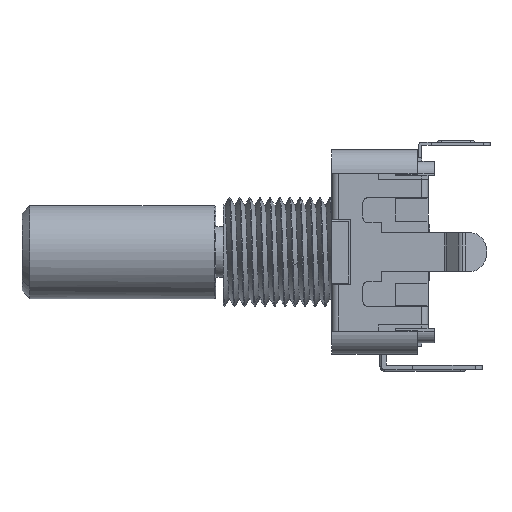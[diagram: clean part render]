
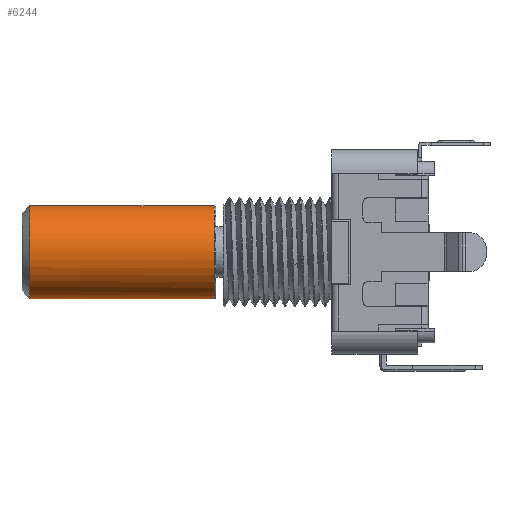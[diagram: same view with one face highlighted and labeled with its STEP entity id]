
A CAD part, left-side view. The second image highlights one B-rep face of the part: STEP entity #6244.
In plain terms, the highlighted cylindrical face has radius 3 mm (diameter 6 mm), a partial arc.
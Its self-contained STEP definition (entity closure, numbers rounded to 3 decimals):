
#53 = EDGE_CURVE ( 'NONE', #15483, #8429, #14072, .T. ) ;
#466 = CARTESIAN_POINT ( 'NONE',  ( -3., 20.6, 0. ) ) ;
#696 = DIRECTION ( 'NONE',  ( 0., 0., 1. ) ) ;
#748 = CARTESIAN_POINT ( 'NONE',  ( -0.754, 20.6, 2.928 ) ) ;
#1137 = CARTESIAN_POINT ( 'NONE',  ( -3., 8.7, 0. ) ) ;
#1509 = ORIENTED_EDGE ( 'NONE', *, *, #9985, .F. ) ;
#1552 = CARTESIAN_POINT ( 'NONE',  ( 0., 20.6, 0. ) ) ;
#1687 = EDGE_CURVE ( 'NONE', #7025, #9016, #10317, .T. ) ;
#2301 = CARTESIAN_POINT ( 'NONE',  ( -1.779, 20.6, 2.445 ) ) ;
#2394 = ORIENTED_EDGE ( 'NONE', *, *, #7291, .F. ) ;
#2826 = CARTESIAN_POINT ( 'NONE',  ( -0.377, 8.7, 3. ) ) ;
#2893 = CARTESIAN_POINT ( 'NONE',  ( 0., 8.7, 3. ) ) ;
#3112 = DIRECTION ( 'NONE',  ( 0., 0., 1. ) ) ;
#3252 = ORIENTED_EDGE ( 'NONE', *, *, #1687, .T. ) ;
#3461 = VECTOR ( 'NONE', #4016, 1000. ) ;
#3579 = CARTESIAN_POINT ( 'NONE',  ( -1.416, 20.6, -2.67 ) ) ;
#3694 = B_SPLINE_CURVE_WITH_KNOTS ( 'NONE', 3,
 ( #2893, #2826, #4481, #15438, #6082, #17043, #7650, #18613, #9257, #20185 ),
 .UNSPECIFIED., .F., .F.,
 ( 4, 2, 2, 2, 4 ),
 ( 0.51, 0.633, 0.755, 0.878, 1. ),
 .UNSPECIFIED. ) ;
#3866 = CARTESIAN_POINT ( 'NONE',  ( -2.554, 20.6, 1.618 ) ) ;
#3981 = CIRCLE ( 'NONE', #11744, 3. ) ;
#4016 = DIRECTION ( 'NONE',  ( 0., 1., 0. ) ) ;
#4223 = B_SPLINE_CURVE_WITH_KNOTS ( 'NONE', 3,
 ( #8565, #17945, #748, #11724, #2301, #13279, #3866, #14852, #5471, #16443 ),
 .UNSPECIFIED., .F., .F.,
 ( 4, 2, 2, 2, 4 ),
 ( 0.258, 0.443, 0.629, 0.814, 1. ),
 .UNSPECIFIED. ) ;
#4481 = CARTESIAN_POINT ( 'NONE',  ( -0.754, 8.7, 2.928 ) ) ;
#4702 = CARTESIAN_POINT ( 'NONE',  ( -2.994, 8.7, 0.188 ) ) ;
#4775 = EDGE_CURVE ( 'NONE', #8186, #6097, #14112, .T. ) ;
#4860 = ORIENTED_EDGE ( 'NONE', *, *, #16197, .T. ) ;
#5100 = DIRECTION ( 'NONE',  ( 0., -1., 0. ) ) ;
#5178 = VERTEX_POINT ( 'NONE', #15864 ) ;
#5237 = ORIENTED_EDGE ( 'NONE', *, *, #4775, .F. ) ;
#5471 = CARTESIAN_POINT ( 'NONE',  ( -2.97, 20.6, 0.565 ) ) ;
#5736 = ORIENTED_EDGE ( 'NONE', *, *, #53, .F. ) ;
#5956 = FACE_OUTER_BOUND ( 'NONE', #6586, .T. ) ;
#6082 = CARTESIAN_POINT ( 'NONE',  ( -1.779, 8.7, 2.445 ) ) ;
#6097 = VERTEX_POINT ( 'NONE', #10795 ) ;
#6244 = ADVANCED_FACE ( 'NONE', ( #5956 ), #13789, .F. ) ;
#6586 = EDGE_LOOP ( 'NONE', ( #18892, #17767, #5736, #8143, #3252, #1509, #5237, #4860, #2394 ) ) ;
#6668 = CARTESIAN_POINT ( 'NONE',  ( -3., 20.6, 0. ) ) ;
#6730 = EDGE_CURVE ( 'NONE', #16096, #5178, #3981, .T. ) ;
#6757 = CARTESIAN_POINT ( 'NONE',  ( -2.005, 20.6, -2.231 ) ) ;
#6879 = AXIS2_PLACEMENT_3D ( 'NONE', #11663, #16376, #696 ) ;
#7025 = VERTEX_POINT ( 'NONE', #466 ) ;
#7274 = EDGE_CURVE ( 'NONE', #7025, #15483, #16993, .T. ) ;
#7291 = EDGE_CURVE ( 'NONE', #16096, #15751, #10295, .T. ) ;
#7650 = CARTESIAN_POINT ( 'NONE',  ( -2.554, 8.7, 1.618 ) ) ;
#7652 = LINE ( 'NONE', #8710, #3461 ) ;
#7812 = CARTESIAN_POINT ( 'NONE',  ( -2.998, 8.7, 0.126 ) ) ;
#8143 = ORIENTED_EDGE ( 'NONE', *, *, #7274, .F. ) ;
#8186 = VERTEX_POINT ( 'NONE', #13537 ) ;
#8247 = CARTESIAN_POINT ( 'NONE',  ( -2.994, 20.6, 0.188 ) ) ;
#8333 = CARTESIAN_POINT ( 'NONE',  ( -0.366, 20.6, -3. ) ) ;
#8429 = VERTEX_POINT ( 'NONE', #11630 ) ;
#8565 = CARTESIAN_POINT ( 'NONE',  ( 0., 20.6, 3. ) ) ;
#8710 = CARTESIAN_POINT ( 'NONE',  ( 0., 14.65, -3. ) ) ;
#8752 = CARTESIAN_POINT ( 'NONE',  ( 0., 14.65, 3. ) ) ;
#9016 = VERTEX_POINT ( 'NONE', #19190 ) ;
#9257 = CARTESIAN_POINT ( 'NONE',  ( -2.97, 8.7, 0.565 ) ) ;
#9944 = VECTOR ( 'NONE', #10333, 1000. ) ;
#9985 = EDGE_CURVE ( 'NONE', #6097, #9016, #4223, .T. ) ;
#10295 = B_SPLINE_CURVE_WITH_KNOTS ( 'NONE', 3,
 ( #14109, #10971, #7812, #4702 ),
 .UNSPECIFIED., .F., .F.,
 ( 4, 4 ),
 ( 0., 1. ),
 .UNSPECIFIED. ) ;
#10317 = B_SPLINE_CURVE_WITH_KNOTS ( 'NONE', 3,
 ( #6668, #16042, #17635, #8247 ),
 .UNSPECIFIED., .F., .F.,
 ( 4, 4 ),
 ( 0., 1. ),
 .UNSPECIFIED. ) ;
#10333 = DIRECTION ( 'NONE',  ( 0., 1., 0. ) ) ;
#10795 = CARTESIAN_POINT ( 'NONE',  ( 0., 20.6, 3. ) ) ;
#10971 = CARTESIAN_POINT ( 'NONE',  ( -3., 8.7, 0.063 ) ) ;
#11630 = CARTESIAN_POINT ( 'NONE',  ( 0., 20.6, -3. ) ) ;
#11663 = CARTESIAN_POINT ( 'NONE',  ( 0., 14.65, 0. ) ) ;
#11724 = CARTESIAN_POINT ( 'NONE',  ( -1.455, 20.6, 2.651 ) ) ;
#11744 = AXIS2_PLACEMENT_3D ( 'NONE', #14481, #5100, #16061 ) ;
#11755 = AXIS2_PLACEMENT_3D ( 'NONE', #1552, #12521, #3112 ) ;
#12180 = CARTESIAN_POINT ( 'NONE',  ( -2.005, 20.6, -2.231 ) ) ;
#12521 = DIRECTION ( 'NONE',  ( 0., -1., 0. ) ) ;
#13279 = CARTESIAN_POINT ( 'NONE',  ( -2.328, 20.6, 1.929 ) ) ;
#13537 = CARTESIAN_POINT ( 'NONE',  ( 0., 8.7, 3. ) ) ;
#13789 = CYLINDRICAL_SURFACE ( 'NONE', #6879, 3. ) ;
#14072 = B_SPLINE_CURVE_WITH_KNOTS ( 'NONE', 3,
 ( #6757, #16133, #3579, #17712, #8333, #19279 ),
 .UNSPECIFIED., .F., .F.,
 ( 4, 2, 4 ),
 ( 0., 0.292, 0.583 ),
 .UNSPECIFIED. ) ;
#14109 = CARTESIAN_POINT ( 'NONE',  ( -3., 8.7, 0. ) ) ;
#14112 = LINE ( 'NONE', #8752, #9944 ) ;
#14481 = CARTESIAN_POINT ( 'NONE',  ( 0., 8.7, 0. ) ) ;
#14852 = CARTESIAN_POINT ( 'NONE',  ( -2.875, 20.6, 0.936 ) ) ;
#15180 = CARTESIAN_POINT ( 'NONE',  ( -2.994, 8.7, 0.188 ) ) ;
#15438 = CARTESIAN_POINT ( 'NONE',  ( -1.455, 8.7, 2.651 ) ) ;
#15483 = VERTEX_POINT ( 'NONE', #12180 ) ;
#15631 = EDGE_CURVE ( 'NONE', #5178, #8429, #7652, .T. ) ;
#15751 = VERTEX_POINT ( 'NONE', #15180 ) ;
#15864 = CARTESIAN_POINT ( 'NONE',  ( 0., 8.7, -3. ) ) ;
#16042 = CARTESIAN_POINT ( 'NONE',  ( -3., 20.6, 0.063 ) ) ;
#16061 = DIRECTION ( 'NONE',  ( -0.998, 0., 0.063 ) ) ;
#16096 = VERTEX_POINT ( 'NONE', #1137 ) ;
#16133 = CARTESIAN_POINT ( 'NONE',  ( -1.733, 20.6, -2.476 ) ) ;
#16197 = EDGE_CURVE ( 'NONE', #8186, #15751, #3694, .T. ) ;
#16376 = DIRECTION ( 'NONE',  ( 0., 1., 0. ) ) ;
#16443 = CARTESIAN_POINT ( 'NONE',  ( -2.994, 20.6, 0.188 ) ) ;
#16993 = CIRCLE ( 'NONE', #11755, 3. ) ;
#17043 = CARTESIAN_POINT ( 'NONE',  ( -2.328, 8.7, 1.929 ) ) ;
#17635 = CARTESIAN_POINT ( 'NONE',  ( -2.998, 20.6, 0.126 ) ) ;
#17712 = CARTESIAN_POINT ( 'NONE',  ( -0.732, 20.6, -2.932 ) ) ;
#17767 = ORIENTED_EDGE ( 'NONE', *, *, #15631, .T. ) ;
#17945 = CARTESIAN_POINT ( 'NONE',  ( -0.377, 20.6, 3. ) ) ;
#18613 = CARTESIAN_POINT ( 'NONE',  ( -2.875, 8.7, 0.936 ) ) ;
#18892 = ORIENTED_EDGE ( 'NONE', *, *, #6730, .T. ) ;
#19190 = CARTESIAN_POINT ( 'NONE',  ( -2.994, 20.6, 0.188 ) ) ;
#19279 = CARTESIAN_POINT ( 'NONE',  ( 0., 20.6, -3. ) ) ;
#20185 = CARTESIAN_POINT ( 'NONE',  ( -2.994, 8.7, 0.188 ) ) ;
